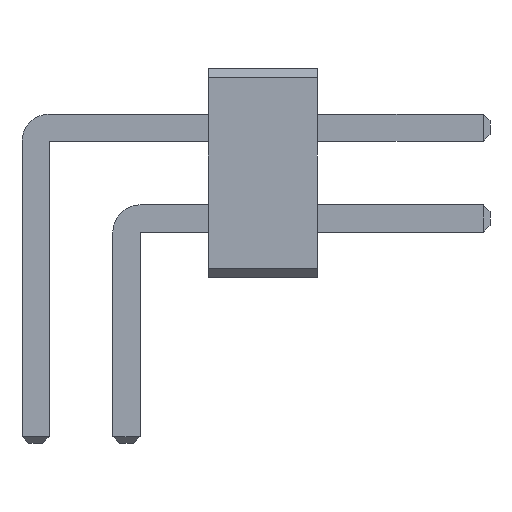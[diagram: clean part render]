
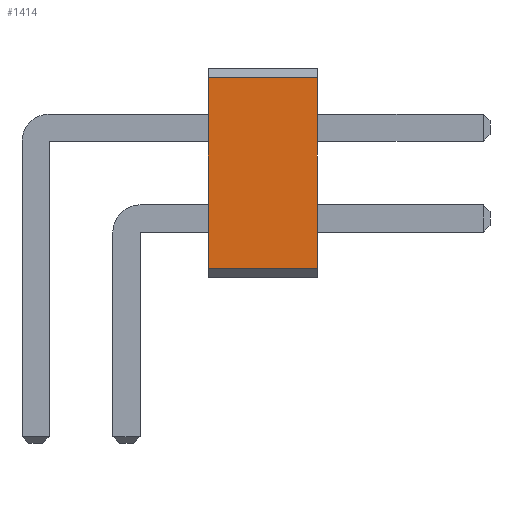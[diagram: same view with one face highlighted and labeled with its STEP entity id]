
A CAD part, front view. The second image highlights one B-rep face of the part: STEP entity #1414.
In plain terms, the highlighted planar face has unit normal (0, -1, 0).
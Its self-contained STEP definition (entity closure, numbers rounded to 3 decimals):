
#13=DIRECTION('',(0.,0.,1.));
#27=VECTOR('',#28,1.);
#28=DIRECTION('',(1.,0.,0.));
#57=DIRECTION('',(0.,-1.,0.));
#1401=VERTEX_POINT('',#1402);
#1402=CARTESIAN_POINT('',(3.1,-23.5,0.1));
#1405=EDGE_CURVE('',#1406,#1401,#1408,.T.);
#1406=VERTEX_POINT('',#1407);
#1407=CARTESIAN_POINT('',(1.9,-23.5,0.1));
#1408=LINE('',#1407,#27);
#1414=ADVANCED_FACE('',(#1415),#1432,.T.);
#1415=FACE_BOUND('',#1416,.T.);
#1416=EDGE_LOOP('',(#1417,#1418,#1424,#1429));
#1417=ORIENTED_EDGE('',*,*,#1405,.T.);
#1418=ORIENTED_EDGE('',*,*,#1419,.T.);
#1419=EDGE_CURVE('',#1401,#1420,#1422,.T.);
#1420=VERTEX_POINT('',#1421);
#1421=CARTESIAN_POINT('',(3.1,-23.5,2.2));
#1422=LINE('',#1402,#1423);
#1423=VECTOR('',#13,1.);
#1424=ORIENTED_EDGE('',*,*,#1425,.F.);
#1425=EDGE_CURVE('',#1426,#1420,#1428,.T.);
#1426=VERTEX_POINT('',#1427);
#1427=CARTESIAN_POINT('',(1.9,-23.5,2.2));
#1428=LINE('',#1427,#27);
#1429=ORIENTED_EDGE('',*,*,#1430,.F.);
#1430=EDGE_CURVE('',#1406,#1426,#1431,.T.);
#1431=LINE('',#1407,#1423);
#1432=PLANE('',#1433);
#1433=AXIS2_PLACEMENT_3D('',#1407,#57,#13);
